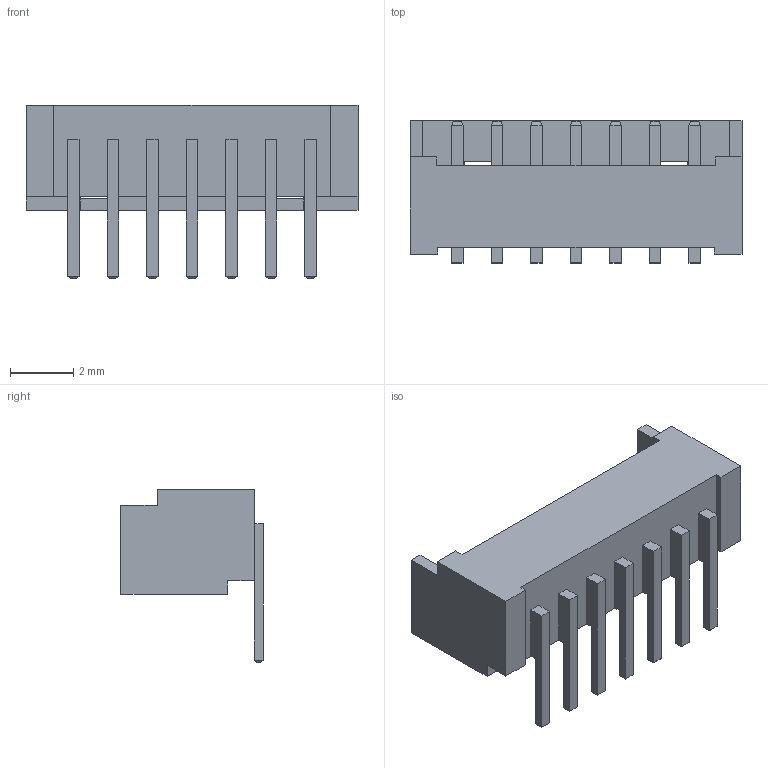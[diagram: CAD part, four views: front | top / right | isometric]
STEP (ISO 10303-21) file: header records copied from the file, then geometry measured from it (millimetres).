
FILE_DESCRIPTION(/* description */ ('Unknown'),/* implementation_level */ '2;1');
FILE_NAME(/* name */ 'JST - GH - Thru (R) - 7Pin - 1.25mm',/* time_stamp */ '2018-11-26T16:34:56-05:00',/* author */ ('Unknown'),/* organization */ ('Unknown'),/* preprocessor_version */ 'ST-DEVELOPER v16.7',/* originating_system */ 'DEX',/* authorisation */ $);
FILE_SCHEMA (('AP242_MANAGED_MODEL_BASED_3D_ENGINEERING_MIM_LF { 1 0 10303 442 1 1 4 }','AUTOMOTIVE_DESIGN {1 0 10303 214 3 1 1}'));
Length unit declared in the file: millimetre
Products named in the file (1): JST - GH - Thru (R) - 7Pin - 1.25mm
Bounding box: 10.5 x 4.5 x 5.49 mm (x, y, z)
Volume: 64 mm3; surface area: 290.4 mm2
Topology: 1 solids, 21 shells, 344 faces, 820 edges, 528 vertices
Faces by surface type: plane 305, bspline 39
Entity records: 13319 total; most frequent: CARTESIAN_POINT 3592, ORIENTED_EDGE 1632, DIRECTION 1164, EDGE_CURVE 816, LINE 552, VECTOR 552, VERTEX_POINT 528, EDGE_LOOP 374
